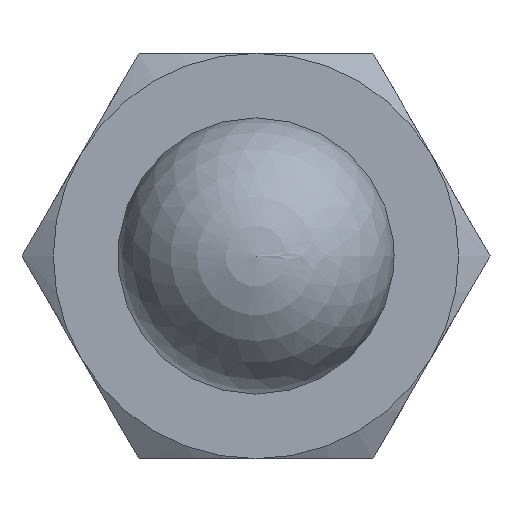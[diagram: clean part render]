
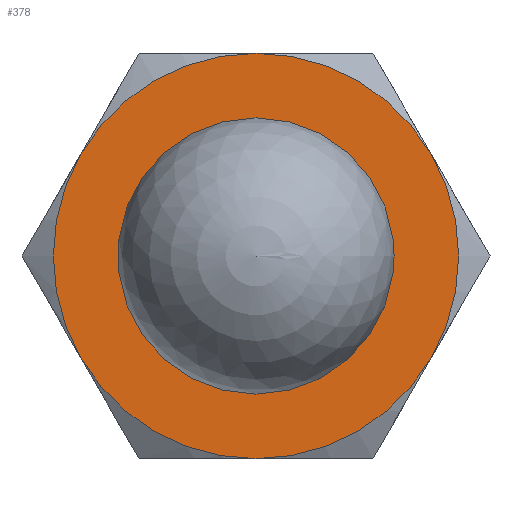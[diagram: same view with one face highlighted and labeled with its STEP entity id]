
A CAD part, left-side view. The second image highlights one B-rep face of the part: STEP entity #378.
In plain terms, the highlighted planar face has unit normal (-1, 0, 0).
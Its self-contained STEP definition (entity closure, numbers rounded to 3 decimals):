
#17=FACE_BOUND('',#100,.T.);
#47=PLANE('',#447);
#72=FACE_OUTER_BOUND('',#99,.T.);
#99=EDGE_LOOP('',(#331,#332,#333,#334,#335,#336));
#100=EDGE_LOOP('',(#337));
#140=CIRCLE('',#436,6.);
#141=CIRCLE('',#438,11.);
#142=CIRCLE('',#440,11.);
#143=CIRCLE('',#442,11.);
#144=CIRCLE('',#444,11.);
#145=CIRCLE('',#446,11.);
#146=CIRCLE('',#448,11.);
#164=VERTEX_POINT('',#635);
#167=VERTEX_POINT('',#647);
#169=VERTEX_POINT('',#657);
#171=VERTEX_POINT('',#667);
#173=VERTEX_POINT('',#677);
#174=VERTEX_POINT('',#685);
#178=VERTEX_POINT('',#700);
#226=EDGE_CURVE('',#178,#178,#140,.T.);
#227=EDGE_CURVE('',#167,#169,#141,.T.);
#228=EDGE_CURVE('',#164,#167,#142,.T.);
#229=EDGE_CURVE('',#173,#174,#143,.T.);
#230=EDGE_CURVE('',#171,#173,#144,.T.);
#231=EDGE_CURVE('',#169,#171,#145,.T.);
#232=EDGE_CURVE('',#174,#164,#146,.T.);
#331=ORIENTED_EDGE('',*,*,#227,.T.);
#332=ORIENTED_EDGE('',*,*,#231,.T.);
#333=ORIENTED_EDGE('',*,*,#230,.T.);
#334=ORIENTED_EDGE('',*,*,#229,.T.);
#335=ORIENTED_EDGE('',*,*,#232,.T.);
#336=ORIENTED_EDGE('',*,*,#228,.T.);
#337=ORIENTED_EDGE('',*,*,#226,.F.);
#378=ADVANCED_FACE('',(#72,#17),#47,.F.);
#436=AXIS2_PLACEMENT_3D('',#702,#527,#528);
#438=AXIS2_PLACEMENT_3D('',#704,#531,#532);
#440=AXIS2_PLACEMENT_3D('',#706,#535,#536);
#442=AXIS2_PLACEMENT_3D('',#708,#539,#540);
#444=AXIS2_PLACEMENT_3D('',#710,#543,#544);
#446=AXIS2_PLACEMENT_3D('',#712,#547,#548);
#447=AXIS2_PLACEMENT_3D('',#713,#549,#550);
#448=AXIS2_PLACEMENT_3D('',#714,#551,#552);
#527=DIRECTION('center_axis',(-1.,0.,0.));
#528=DIRECTION('ref_axis',(0.,0.,1.));
#531=DIRECTION('center_axis',(-1.,0.,0.));
#532=DIRECTION('ref_axis',(0.,0.,1.));
#535=DIRECTION('center_axis',(-1.,0.,0.));
#536=DIRECTION('ref_axis',(0.,0.,1.));
#539=DIRECTION('center_axis',(-1.,0.,0.));
#540=DIRECTION('ref_axis',(0.,0.,1.));
#543=DIRECTION('center_axis',(-1.,0.,0.));
#544=DIRECTION('ref_axis',(0.,0.,1.));
#547=DIRECTION('center_axis',(-1.,0.,0.));
#548=DIRECTION('ref_axis',(0.,0.,1.));
#549=DIRECTION('center_axis',(1.,0.,0.));
#550=DIRECTION('ref_axis',(0.,0.,-1.));
#551=DIRECTION('center_axis',(-1.,0.,0.));
#552=DIRECTION('ref_axis',(0.,0.,1.));
#635=CARTESIAN_POINT('',(7.,9.526,-5.5));
#647=CARTESIAN_POINT('',(7.,0.,-11.));
#657=CARTESIAN_POINT('',(7.,-9.526,-5.5));
#667=CARTESIAN_POINT('',(7.,-9.526,5.5));
#677=CARTESIAN_POINT('',(7.,0.,11.));
#685=CARTESIAN_POINT('',(7.,9.526,5.5));
#700=CARTESIAN_POINT('',(7.,0.,-6.));
#702=CARTESIAN_POINT('Origin',(7.,0.,0.));
#704=CARTESIAN_POINT('Origin',(7.,0.,0.));
#706=CARTESIAN_POINT('Origin',(7.,0.,0.));
#708=CARTESIAN_POINT('Origin',(7.,0.,0.));
#710=CARTESIAN_POINT('Origin',(7.,0.,0.));
#712=CARTESIAN_POINT('Origin',(7.,0.,0.));
#713=CARTESIAN_POINT('Origin',(7.,-11.,0.));
#714=CARTESIAN_POINT('Origin',(7.,0.,0.));
